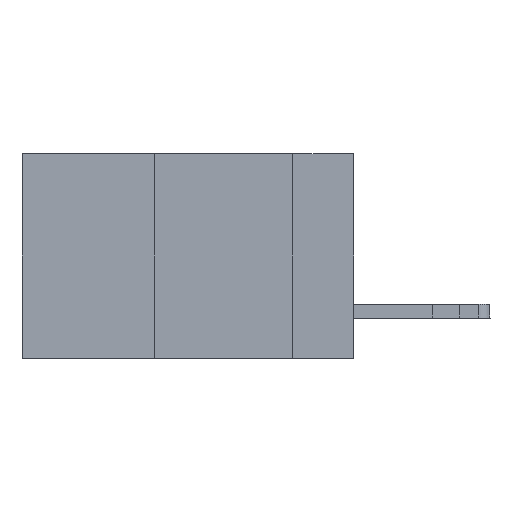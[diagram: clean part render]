
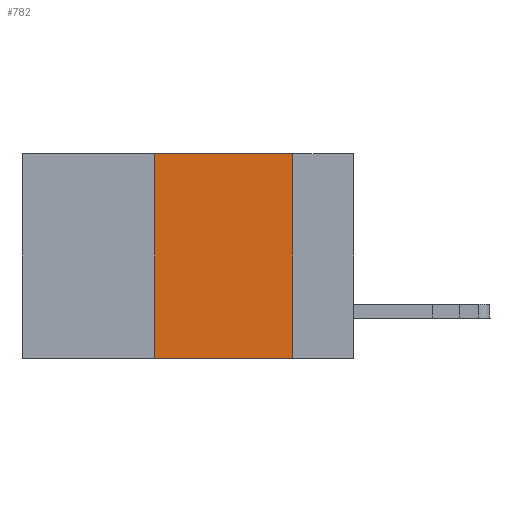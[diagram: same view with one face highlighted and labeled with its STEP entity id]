
A CAD part, left-side view. The second image highlights one B-rep face of the part: STEP entity #782.
In plain terms, the highlighted planar face has unit normal (-1, 0, 0).
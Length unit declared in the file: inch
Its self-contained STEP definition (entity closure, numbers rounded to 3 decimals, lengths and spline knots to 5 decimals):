
#782 = ADVANCED_FACE ( 'NONE', ( #11555 ), #14020, .F. ) ;
#1368 = EDGE_CURVE ( 'NONE', #6608, #4832, #8574, .T. ) ;
#1546 = ORIENTED_EDGE ( 'NONE', *, *, #16510, .F. ) ;
#1877 = DIRECTION ( 'NONE',  ( 0., 0., -1. ) ) ;
#3687 = CARTESIAN_POINT ( 'NONE',  ( 0., 0.36, -0.37 ) ) ;
#3710 = CARTESIAN_POINT ( 'NONE',  ( 0., 0.36, 0. ) ) ;
#4651 = EDGE_LOOP ( 'NONE', ( #1546, #18383, #11974, #10187 ) ) ;
#4822 = CARTESIAN_POINT ( 'NONE',  ( 0., 0.11, 0. ) ) ;
#4832 = VERTEX_POINT ( 'NONE', #3710 ) ;
#5051 = DIRECTION ( 'NONE',  ( 0., 0., -1. ) ) ;
#6091 = EDGE_CURVE ( 'NONE', #6608, #19889, #15088, .T. ) ;
#6545 = VECTOR ( 'NONE', #5051, 39.37008 ) ;
#6608 = VERTEX_POINT ( 'NONE', #3687 ) ;
#6958 = VECTOR ( 'NONE', #10694, 39.37008 ) ;
#7045 = DIRECTION ( 'NONE',  ( 0., -1., 0. ) ) ;
#8173 = CARTESIAN_POINT ( 'NONE',  ( 0., 0.11, -0.37 ) ) ;
#8242 = VERTEX_POINT ( 'NONE', #9472 ) ;
#8574 = LINE ( 'NONE', #19592, #6958 ) ;
#8823 = CARTESIAN_POINT ( 'NONE',  ( 0., 0.6, 0. ) ) ;
#9472 = CARTESIAN_POINT ( 'NONE',  ( 0., 0.11, 0. ) ) ;
#9533 = CARTESIAN_POINT ( 'NONE',  ( 0., 0.6, 0. ) ) ;
#10187 = ORIENTED_EDGE ( 'NONE', *, *, #6091, .T. ) ;
#10523 = VECTOR ( 'NONE', #7045, 39.37008 ) ;
#10694 = DIRECTION ( 'NONE',  ( 0., 0., 1. ) ) ;
#11248 = VECTOR ( 'NONE', #14996, 39.37008 ) ;
#11555 = FACE_OUTER_BOUND ( 'NONE', #4651, .T. ) ;
#11621 = AXIS2_PLACEMENT_3D ( 'NONE', #8823, #12238, #1877 ) ;
#11974 = ORIENTED_EDGE ( 'NONE', *, *, #1368, .F. ) ;
#12238 = DIRECTION ( 'NONE',  ( 1., 0., 0. ) ) ;
#14020 = PLANE ( 'NONE',  #11621 ) ;
#14115 = CARTESIAN_POINT ( 'NONE',  ( 0., 0.6, -0.37 ) ) ;
#14349 = EDGE_CURVE ( 'NONE', #4832, #8242, #15801, .T. ) ;
#14996 = DIRECTION ( 'NONE',  ( 0., -1., 0. ) ) ;
#15088 = LINE ( 'NONE', #14115, #10523 ) ;
#15801 = LINE ( 'NONE', #9533, #11248 ) ;
#16510 = EDGE_CURVE ( 'NONE', #8242, #19889, #16770, .T. ) ;
#16770 = LINE ( 'NONE', #4822, #6545 ) ;
#18383 = ORIENTED_EDGE ( 'NONE', *, *, #14349, .F. ) ;
#19592 = CARTESIAN_POINT ( 'NONE',  ( 0., 0.36, 0. ) ) ;
#19889 = VERTEX_POINT ( 'NONE', #8173 ) ;
